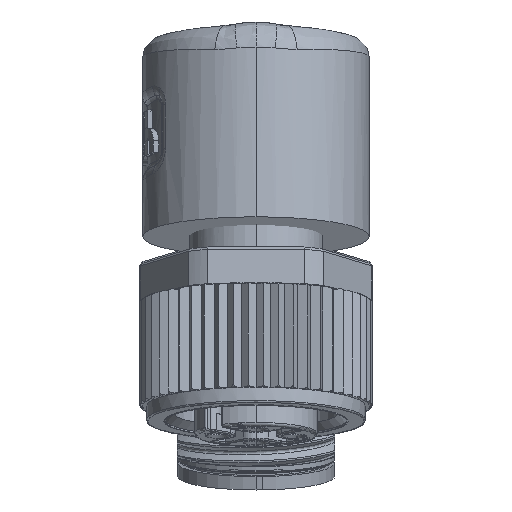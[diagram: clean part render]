
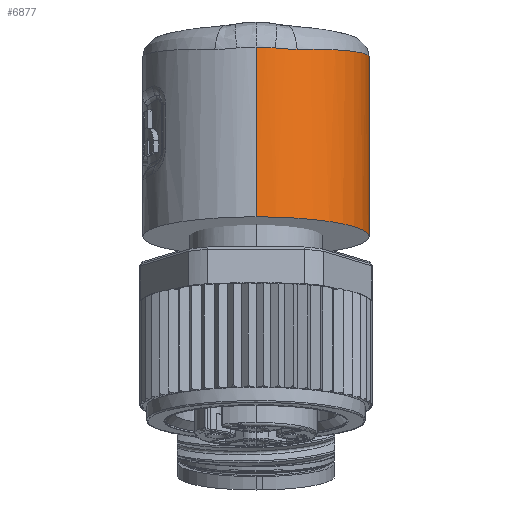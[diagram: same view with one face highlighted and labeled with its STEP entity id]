
A CAD part, front view. The second image highlights one B-rep face of the part: STEP entity #6877.
In plain terms, the highlighted cylindrical face has radius 7.5 mm (diameter 15 mm), a partial arc.
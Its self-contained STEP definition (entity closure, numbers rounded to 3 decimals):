
#6877=ADVANCED_FACE('',(#13796),#13797,.T.);
#13796=FACE_OUTER_BOUND('',#43696,.T.);
#13797=CYLINDRICAL_SURFACE('',#43697,7.5);
#43696=EDGE_LOOP('',(#65060,#65061,#65062,#65063,#65064,#65065,#65066,#65067,#65068,#65069,#65070));
#43697=AXIS2_PLACEMENT_3D('',#65071,#65072,#65073);
#65060=ORIENTED_EDGE('',*,*,#73303,.F.);
#65061=ORIENTED_EDGE('',*,*,#73307,.F.);
#65062=ORIENTED_EDGE('',*,*,#73444,.F.);
#65063=ORIENTED_EDGE('',*,*,#73445,.F.);
#65064=ORIENTED_EDGE('',*,*,#73446,.F.);
#65065=ORIENTED_EDGE('',*,*,#73309,.F.);
#65066=ORIENTED_EDGE('',*,*,#73299,.F.);
#65067=ORIENTED_EDGE('',*,*,#73447,.F.);
#65068=ORIENTED_EDGE('',*,*,#73354,.T.);
#65069=ORIENTED_EDGE('',*,*,#73448,.T.);
#65070=ORIENTED_EDGE('',*,*,#73296,.F.);
#65071=CARTESIAN_POINT('',(0.0,6.646,-7.682));
#65072=DIRECTION('',(0.0,-0.174,-0.985));
#65073=DIRECTION('',(0.0,-0.985,0.174));
#73296=EDGE_CURVE('',#84935,#84931,#84937,.T.);
#73299=EDGE_CURVE('',#84939,#84941,#84942,.T.);
#73303=EDGE_CURVE('',#84945,#84935,#84947,.T.);
#73307=EDGE_CURVE('',#84951,#84945,#84953,.T.);
#73309=EDGE_CURVE('',#84941,#84955,#84956,.T.);
#73354=EDGE_CURVE('',#85016,#85015,#85018,.T.);
#73444=EDGE_CURVE('',#85144,#84951,#85145,.T.);
#73445=EDGE_CURVE('',#85146,#85144,#85147,.T.);
#73446=EDGE_CURVE('',#84955,#85146,#85148,.T.);
#73447=EDGE_CURVE('',#85016,#84939,#85149,.T.);
#73448=EDGE_CURVE('',#85015,#84931,#85150,.T.);
#84931=VERTEX_POINT('',#110983);
#84935=VERTEX_POINT('',#111011);
#84937=B_SPLINE_CURVE_WITH_KNOTS('',3,(#111017,#111018,#111019,#111020,#111021,#111022,#111023,#111024,#111025,#111026,#111027,#111028,#111029,#111030,#111031,#111032,#111033,#111034,#111035,#111036,#111037,#111038),.UNSPECIFIED.,.F.,.F.,(4,1,1,1,1,1,1,1,1,1,1,1,1,1,1,1,1,1,1,4),(0.0,0.053,0.105,0.158,0.211,0.263,0.316,0.368,0.421,0.474,0.526,0.579,0.632,0.684,0.737,0.789,0.842,0.895,0.947,1.0),.UNSPECIFIED.);
#84939=VERTEX_POINT('',#111040);
#84941=VERTEX_POINT('',#111048);
#84942=B_SPLINE_CURVE_WITH_KNOTS('',3,(#111049,#111050,#111051,#111052,#111053,#111054,#111055,#111056),.UNSPECIFIED.,.F.,.F.,(4,1,1,1,1,4),(0.0,0.203,0.406,0.606,0.804,1.0),.UNSPECIFIED.);
#84945=VERTEX_POINT('',#111065);
#84947=B_SPLINE_CURVE_WITH_KNOTS('',3,(#111070,#111071,#111072,#111073,#111074,#111075),.UNSPECIFIED.,.F.,.F.,(4,1,1,4),(0.0,0.333,0.667,1.0),.UNSPECIFIED.);
#84951=VERTEX_POINT('',#111084);
#84953=B_SPLINE_CURVE_WITH_KNOTS('',3,(#111089,#111090,#111091,#111092,#111093,#111094),.UNSPECIFIED.,.F.,.F.,(4,1,1,4),(0.0,0.333,0.667,1.0),.UNSPECIFIED.);
#84955=VERTEX_POINT('',#111096);
#84956=B_SPLINE_CURVE_WITH_KNOTS('',3,(#111097,#111098,#111099,#111100,#111101,#111102),.UNSPECIFIED.,.F.,.F.,(4,1,1,4),(0.0,0.333,0.667,1.0),.UNSPECIFIED.);
#85015=VERTEX_POINT('',#111291);
#85016=VERTEX_POINT('',#111292);
#85018=CIRCLE('',#111294,7.5);
#85144=VERTEX_POINT('',#112005);
#85145=B_SPLINE_CURVE_WITH_KNOTS('',3,(#112006,#112007,#112008,#112009,#112010,#112011),.UNSPECIFIED.,.F.,.F.,(4,1,1,4),(0.0,0.333,0.667,1.0),.UNSPECIFIED.);
#85146=VERTEX_POINT('',#112012);
#85147=B_SPLINE_CURVE_WITH_KNOTS('',3,(#112013,#112014,#112015,#112016,#112017,#112018),.UNSPECIFIED.,.F.,.F.,(4,1,1,4),(0.0,0.333,0.667,1.0),.UNSPECIFIED.);
#85148=B_SPLINE_CURVE_WITH_KNOTS('',3,(#112019,#112020,#112021,#112022,#112023,#112024,#112025,#112026,#112027,#112028,#112029,#112030,#112031,#112032,#112033),.UNSPECIFIED.,.F.,.F.,(4,1,1,1,1,1,1,1,1,1,1,1,4),(0.0,0.083,0.167,0.25,0.333,0.417,0.5,0.583,0.667,0.75,0.833,0.917,1.0),.UNSPECIFIED.);
#85149=LINE('',#112034,#112035);
#85150=LINE('',#112036,#112037);
#110983=CARTESIAN_POINT('',(0.,14.348,-7.187));
#111011=CARTESIAN_POINT('',(6.536,11.568,-0.949));
#111017=CARTESIAN_POINT('',(6.536,11.568,-0.949));
#111018=CARTESIAN_POINT('',(6.52,11.574,-1.077));
#111019=CARTESIAN_POINT('',(6.481,11.598,-1.342));
#111020=CARTESIAN_POINT('',(6.394,11.67,-1.769));
#111021=CARTESIAN_POINT('',(6.273,11.784,-2.227));
#111022=CARTESIAN_POINT('',(6.109,11.942,-2.719));
#111023=CARTESIAN_POINT('',(5.893,12.145,-3.24));
#111024=CARTESIAN_POINT('',(5.622,12.382,-3.772));
#111025=CARTESIAN_POINT('',(5.296,12.642,-4.298));
#111026=CARTESIAN_POINT('',(4.928,12.904,-4.791));
#111027=CARTESIAN_POINT('',(4.528,13.155,-5.239));
#111028=CARTESIAN_POINT('',(4.105,13.387,-5.637));
#111029=CARTESIAN_POINT('',(3.667,13.595,-5.984));
#111030=CARTESIAN_POINT('',(3.219,13.777,-6.282));
#111031=CARTESIAN_POINT('',(2.764,13.934,-6.534));
#111032=CARTESIAN_POINT('',(2.305,14.064,-6.741));
#111033=CARTESIAN_POINT('',(1.844,14.169,-6.907));
#111034=CARTESIAN_POINT('',(1.381,14.25,-7.034));
#111035=CARTESIAN_POINT('',(0.918,14.307,-7.123));
#111036=CARTESIAN_POINT('',(0.457,14.341,-7.175));
#111037=CARTESIAN_POINT('',(0.152,14.348,-7.187));
#111038=CARTESIAN_POINT('',(0.,14.348,-7.187));
#111040=CARTESIAN_POINT('',(0.,1.239,4.847));
#111048=CARTESIAN_POINT('',(1.266,1.337,4.784));
#111049=CARTESIAN_POINT('',(0.,1.239,4.847));
#111050=CARTESIAN_POINT('',(0.086,1.239,4.847));
#111051=CARTESIAN_POINT('',(0.259,1.242,4.846));
#111052=CARTESIAN_POINT('',(0.516,1.254,4.839));
#111053=CARTESIAN_POINT('',(0.769,1.274,4.828));
#111054=CARTESIAN_POINT('',(1.019,1.302,4.81));
#111055=CARTESIAN_POINT('',(1.184,1.325,4.794));
#111056=CARTESIAN_POINT('',(1.266,1.337,4.784));
#111065=CARTESIAN_POINT('',(6.569,11.604,-0.401));
#111070=CARTESIAN_POINT('',(6.569,11.604,-0.401));
#111071=CARTESIAN_POINT('',(6.569,11.594,-0.458));
#111072=CARTESIAN_POINT('',(6.568,11.576,-0.576));
#111073=CARTESIAN_POINT('',(6.557,11.563,-0.758));
#111074=CARTESIAN_POINT('',(6.544,11.565,-0.885));
#111075=CARTESIAN_POINT('',(6.536,11.568,-0.949));
#111084=CARTESIAN_POINT('',(6.561,11.795,0.599));
#111089=CARTESIAN_POINT('',(6.561,11.795,0.599));
#111090=CARTESIAN_POINT('',(6.562,11.774,0.488));
#111091=CARTESIAN_POINT('',(6.564,11.732,0.266));
#111092=CARTESIAN_POINT('',(6.567,11.667,-0.067));
#111093=CARTESIAN_POINT('',(6.568,11.625,-0.29));
#111094=CARTESIAN_POINT('',(6.569,11.604,-0.401));
#111096=CARTESIAN_POINT('',(2.72,1.732,4.701));
#111097=CARTESIAN_POINT('',(1.266,1.337,4.784));
#111098=CARTESIAN_POINT('',(1.44,1.364,4.765));
#111099=CARTESIAN_POINT('',(1.781,1.43,4.731));
#111100=CARTESIAN_POINT('',(2.267,1.564,4.702));
#111101=CARTESIAN_POINT('',(2.572,1.673,4.699));
#111102=CARTESIAN_POINT('',(2.72,1.732,4.701));
#111291=CARTESIAN_POINT('',(0.,14.032,-8.984));
#111292=CARTESIAN_POINT('',(0.0,-0.741,-6.379));
#111294=AXIS2_PLACEMENT_3D('',#121735,#121736,#121737);
#112005=CARTESIAN_POINT('',(6.507,12.012,1.274));
#112006=CARTESIAN_POINT('',(6.507,12.012,1.274));
#112007=CARTESIAN_POINT('',(6.519,11.977,1.194));
#112008=CARTESIAN_POINT('',(6.539,11.913,1.038));
#112009=CARTESIAN_POINT('',(6.556,11.841,0.812));
#112010=CARTESIAN_POINT('',(6.561,11.808,0.669));
#112011=CARTESIAN_POINT('',(6.561,11.795,0.599));
#112012=CARTESIAN_POINT('',(5.818,13.425,3.511));
#112013=CARTESIAN_POINT('',(5.818,13.425,3.511));
#112014=CARTESIAN_POINT('',(5.945,13.22,3.248));
#112015=CARTESIAN_POINT('',(6.158,12.838,2.731));
#112016=CARTESIAN_POINT('',(6.378,12.363,1.986));
#112017=CARTESIAN_POINT('',(6.471,12.117,1.509));
#112018=CARTESIAN_POINT('',(6.507,12.012,1.274));
#112019=CARTESIAN_POINT('',(2.72,1.732,4.701));
#112020=CARTESIAN_POINT('',(3.086,1.877,4.707));
#112021=CARTESIAN_POINT('',(3.796,2.226,4.71));
#112022=CARTESIAN_POINT('',(4.763,2.904,4.689));
#112023=CARTESIAN_POINT('',(5.613,3.722,4.644));
#112024=CARTESIAN_POINT('',(6.321,4.651,4.577));
#112025=CARTESIAN_POINT('',(6.89,5.702,4.488));
#112026=CARTESIAN_POINT('',(7.282,6.819,4.381));
#112027=CARTESIAN_POINT('',(7.492,7.984,4.257));
#112028=CARTESIAN_POINT('',(7.52,9.138,4.124));
#112029=CARTESIAN_POINT('',(7.361,10.32,3.976));
#112030=CARTESIAN_POINT('',(7.019,11.445,3.823));
#112031=CARTESIAN_POINT('',(6.508,12.494,3.667));
#112032=CARTESIAN_POINT('',(6.063,13.128,3.563));
#112033=CARTESIAN_POINT('',(5.818,13.425,3.511));
#112034=CARTESIAN_POINT('',(0.0,-0.741,-6.379));
#112035=VECTOR('',#121757,11.4);
#112036=CARTESIAN_POINT('',(0.,14.032,-8.984));
#112037=VECTOR('',#121758,1.825);
#121735=CARTESIAN_POINT('',(0.0,6.646,-7.682));
#121736=DIRECTION('',(0.0,0.174,0.985));
#121737=DIRECTION('',(0.0,-0.985,0.174));
#121757=DIRECTION('',(0.,0.174,0.985));
#121758=DIRECTION('',(0.,0.174,0.985));
